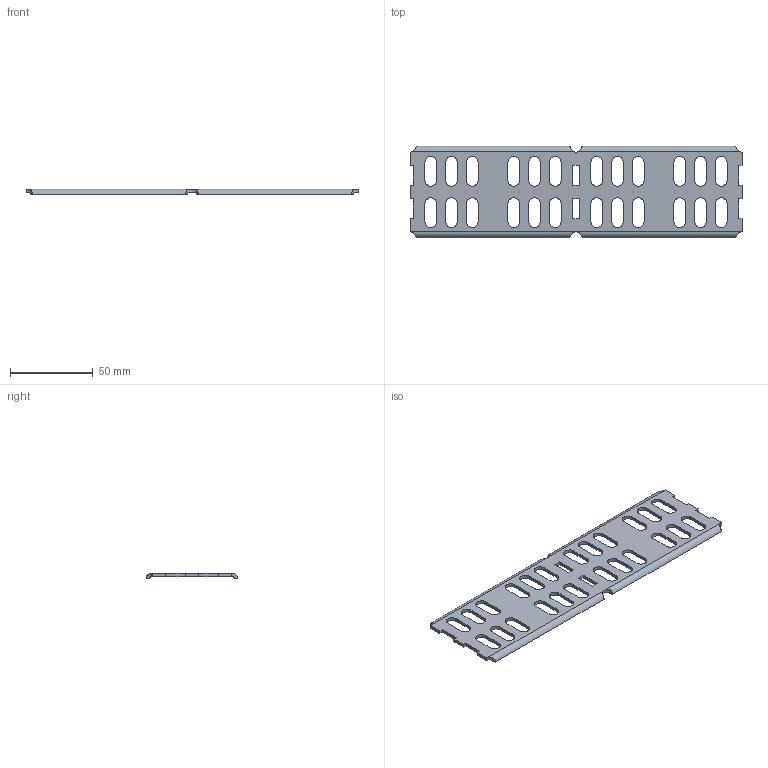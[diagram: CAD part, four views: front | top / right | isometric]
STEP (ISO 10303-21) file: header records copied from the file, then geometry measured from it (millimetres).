
FILE_DESCRIPTION (( 'STEP AP214' ), '1' );
FILE_NAME ('6067664.stp', '2024-05-02T15:43:50', ( '' ), ( '' ), 'SwSTEP 2.0', 'SolidWorks 2022', '' );
FILE_SCHEMA (( 'AUTOMOTIVE_DESIGN' ));
Length unit declared in the file: millimetre
Products named in the file (1): 6067664
Bounding box: 200 x 55.3 x 3.33 mm (x, y, z)
Volume: 16102.7 mm3; surface area: 19404 mm2
Topology: 1 solids, 1 shells, 142 faces, 420 edges, 280 vertices
Faces by surface type: plane 80, cylinder 62
Entity records: 5118 total; most frequent: CARTESIAN_POINT 1127, ORIENTED_EDGE 840, DIRECTION 790, EDGE_CURVE 420, VECTOR 288, LINE 288, VERTEX_POINT 280, AXIS2_PLACEMENT_3D 251
